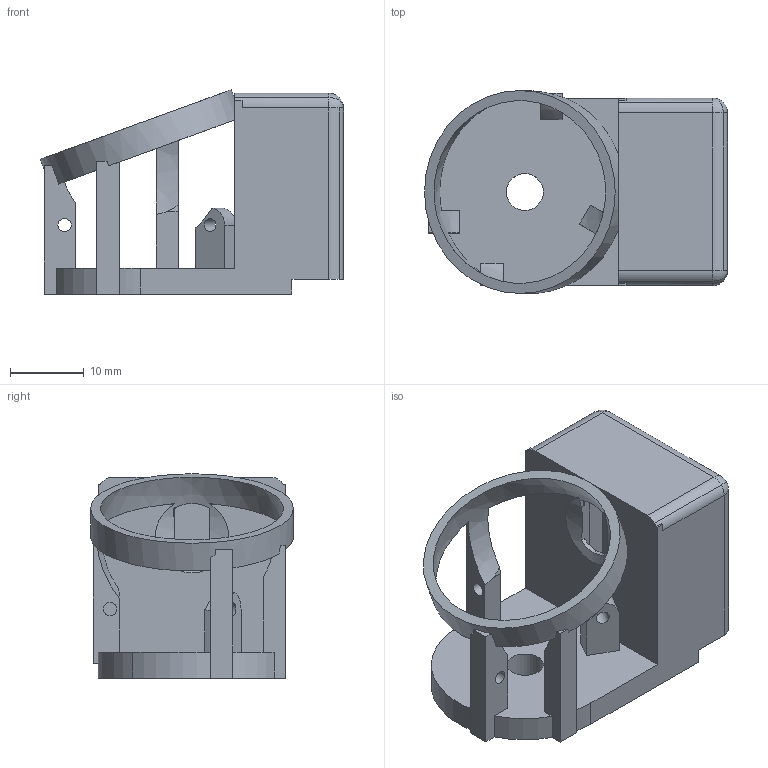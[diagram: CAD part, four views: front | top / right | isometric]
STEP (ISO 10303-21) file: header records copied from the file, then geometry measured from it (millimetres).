
FILE_DESCRIPTION(('HOOPS Exchange Step'),'2;1');
FILE_NAME('temp_export','2025-05-16T22:48:22+09:00',('chuns'),('Shapr3D Limited'),'HOOPS Exchange 2024.8','Shapr3D','Authorized');
FILE_SCHEMA( ('AP242_MANAGED_MODEL_BASED_3D_ENGINEERING_MIM_LF {1 0 10303 442 1 1 4}') );
Length unit declared in the file: millimetre
Products named in the file (3): trackball_case_1; right; root
Assembly tree (2 placements, depth 3):
  root
    right
      trackball_case_1
Bounding box: 41.06 x 27.5 x 27.7 mm (x, y, z)
Volume: 7275.5 mm3; surface area: 7215 mm2
Topology: 1 solids, 1 shells, 112 faces, 338 edges, 223 vertices
Faces by surface type: plane 76, cylinder 28, sphere 6, bspline 2
Full cylindrical faces by diameter (mm): 1.8 x3, 5 x1, 6.2 x2, 27.5 x1
Entity records: 4020 total; most frequent: CARTESIAN_POINT 951, ORIENTED_EDGE 676, DIRECTION 586, EDGE_CURVE 338, VERTEX_POINT 223, VECTOR 218, LINE 218, AXIS2_PLACEMENT_3D 184
